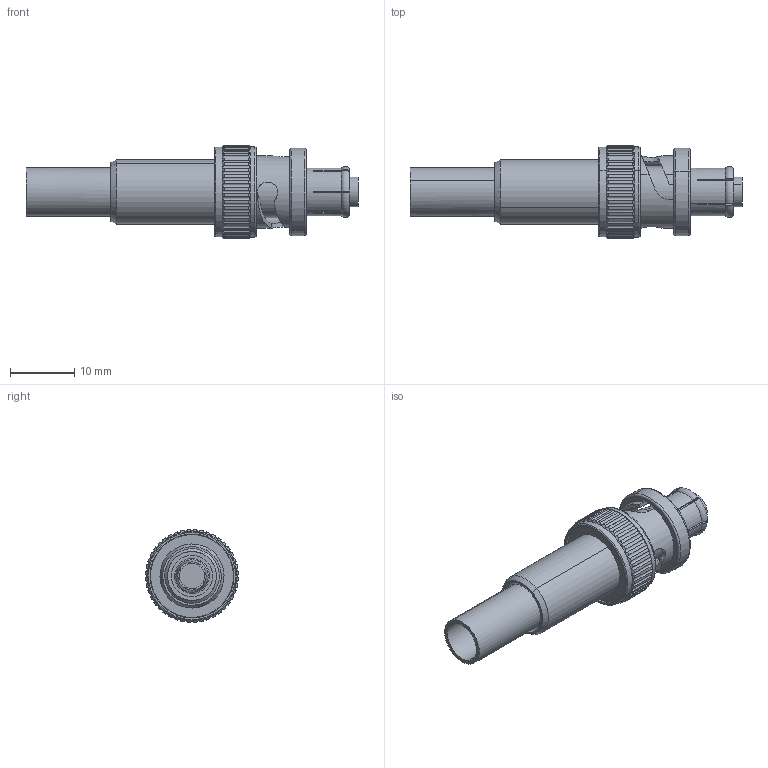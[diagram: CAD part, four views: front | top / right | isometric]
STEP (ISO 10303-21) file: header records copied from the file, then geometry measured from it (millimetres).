
FILE_DESCRIPTION (( 'STEP AP203' ), '1' );
FILE_NAME ('SHV-P-4.STEP', '2025-03-13T00:46:47', ( '' ), ( '' ), 'SwSTEP 2.0', 'SolidWorks 2022', '' );
FILE_SCHEMA (( 'CONFIG_CONTROL_DESIGN' ));
Length unit declared in the file: millimetre
Products named in the file (1): SHV-P-4
Bounding box: 51.8 x 14.49 x 14.49 mm (x, y, z)
Volume: 3079.2 mm3; surface area: 3749.1 mm2
Topology: 1 solids, 2 shells, 288 faces, 756 edges, 489 vertices
Faces by surface type: cylinder 166, plane 70, torus 28, cone 24
Entity records: 12193 total; most frequent: CARTESIAN_POINT 5046, ORIENTED_EDGE 1508, DIRECTION 1478, EDGE_CURVE 754, AXIS2_PLACEMENT_3D 599, VERTEX_POINT 489, EDGE_LOOP 313, CIRCLE 310
